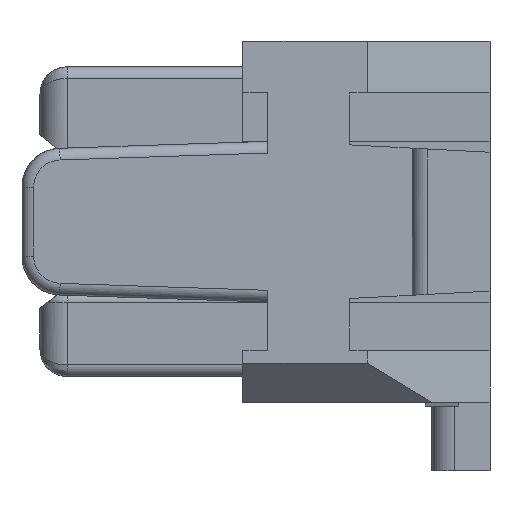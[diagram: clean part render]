
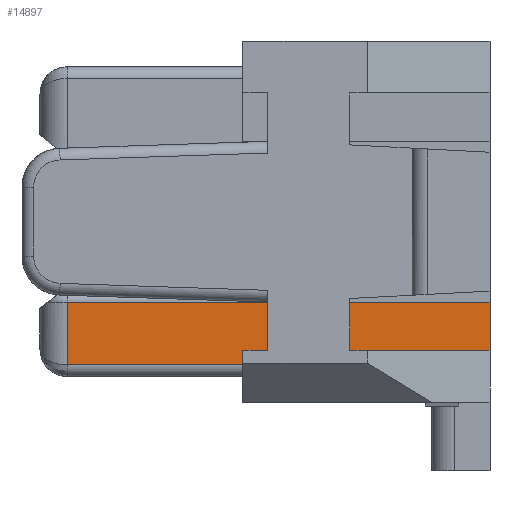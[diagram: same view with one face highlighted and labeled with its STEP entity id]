
A CAD part, front view. The second image highlights one B-rep face of the part: STEP entity #14897.
In plain terms, the highlighted planar face has unit normal (0, -1, 0).
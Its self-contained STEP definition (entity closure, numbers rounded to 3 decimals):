
#245 = LINE ( 'NONE', #16623, #6395 ) ;
#306 = VERTEX_POINT ( 'NONE', #4007 ) ;
#795 = PLANE ( 'NONE',  #16296 ) ;
#1198 = FACE_OUTER_BOUND ( 'NONE', #6384, .T. ) ;
#1741 = DIRECTION ( 'NONE',  ( 1., 0., 0. ) ) ;
#1895 = CARTESIAN_POINT ( 'NONE',  ( 0.35, -2.15, -1.835 ) ) ;
#2226 = EDGE_CURVE ( 'NONE', #306, #10332, #17655, .T. ) ;
#2414 = DIRECTION ( 'NONE',  ( 0., 1., 0. ) ) ;
#2738 = DIRECTION ( 'NONE',  ( 1., 0., 0. ) ) ;
#2895 = EDGE_CURVE ( 'NONE', #10332, #17372, #245, .T. ) ;
#3296 = CARTESIAN_POINT ( 'NONE',  ( 2.6, -2.15, -1.03 ) ) ;
#3545 = CARTESIAN_POINT ( 'NONE',  ( 0., -2.15, 0. ) ) ;
#4007 = CARTESIAN_POINT ( 'NONE',  ( 2.6, -2.15, -1.835 ) ) ;
#4099 = ORIENTED_EDGE ( 'NONE', *, *, #8847, .T. ) ;
#4155 = LINE ( 'NONE', #1895, #10495 ) ;
#4184 = ORIENTED_EDGE ( 'NONE', *, *, #2226, .T. ) ;
#4641 = CARTESIAN_POINT ( 'NONE',  ( 0.35, -2.15, -1.03 ) ) ;
#4936 = VECTOR ( 'NONE', #14701, 1000. ) ;
#5179 = EDGE_CURVE ( 'NONE', #18795, #6142, #18629, .T. ) ;
#5484 = LINE ( 'NONE', #16069, #12063 ) ;
#5783 = CARTESIAN_POINT ( 'NONE',  ( 2.6, -2.15, -1.03 ) ) ;
#5952 = VECTOR ( 'NONE', #17474, 1000. ) ;
#6142 = VERTEX_POINT ( 'NONE', #9341 ) ;
#6384 = EDGE_LOOP ( 'NONE', ( #9677, #4099, #4184, #17931, #9538, #10719, #17615 ) ) ;
#6395 = VECTOR ( 'NONE', #1741, 1000. ) ;
#7398 = VERTEX_POINT ( 'NONE', #4641 ) ;
#7889 = LINE ( 'NONE', #12429, #14600 ) ;
#8678 = CARTESIAN_POINT ( 'NONE',  ( 0.35, -2.15, -1.835 ) ) ;
#8814 = VERTEX_POINT ( 'NONE', #8678 ) ;
#8847 = EDGE_CURVE ( 'NONE', #8814, #306, #4155, .T. ) ;
#9341 = CARTESIAN_POINT ( 'NONE',  ( 5.77, -2.15, -1.03 ) ) ;
#9538 = ORIENTED_EDGE ( 'NONE', *, *, #15694, .F. ) ;
#9677 = ORIENTED_EDGE ( 'NONE', *, *, #15183, .T. ) ;
#9806 = EDGE_CURVE ( 'NONE', #7398, #18795, #12776, .T. ) ;
#10148 = CARTESIAN_POINT ( 'NONE',  ( 5.77, -2.15, -1.65 ) ) ;
#10332 = VERTEX_POINT ( 'NONE', #11093 ) ;
#10337 = DIRECTION ( 'NONE',  ( 0., 0., -1. ) ) ;
#10495 = VECTOR ( 'NONE', #15153, 1000. ) ;
#10719 = ORIENTED_EDGE ( 'NONE', *, *, #5179, .F. ) ;
#10872 = DIRECTION ( 'NONE',  ( 1., 0., 0. ) ) ;
#11093 = CARTESIAN_POINT ( 'NONE',  ( 2.6, -2.15, -1.65 ) ) ;
#12063 = VECTOR ( 'NONE', #10337, 1000. ) ;
#12429 = CARTESIAN_POINT ( 'NONE',  ( 0.35, -2.15, -1.03 ) ) ;
#12776 = LINE ( 'NONE', #18757, #19022 ) ;
#13107 = CARTESIAN_POINT ( 'NONE',  ( 2.6, -2.15, -1.835 ) ) ;
#14600 = VECTOR ( 'NONE', #15294, 1000. ) ;
#14701 = DIRECTION ( 'NONE',  ( 0., 0., 1. ) ) ;
#14897 = ADVANCED_FACE ( 'NONE', ( #1198 ), #795, .F. ) ;
#15153 = DIRECTION ( 'NONE',  ( 1., 0., 0. ) ) ;
#15183 = EDGE_CURVE ( 'NONE', #7398, #8814, #7889, .T. ) ;
#15294 = DIRECTION ( 'NONE',  ( 0., 0., -1. ) ) ;
#15694 = EDGE_CURVE ( 'NONE', #6142, #17372, #5484, .T. ) ;
#16069 = CARTESIAN_POINT ( 'NONE',  ( 5.77, -2.15, -1.03 ) ) ;
#16296 = AXIS2_PLACEMENT_3D ( 'NONE', #3545, #2414, #10872 ) ;
#16623 = CARTESIAN_POINT ( 'NONE',  ( 2.6, -2.15, -1.65 ) ) ;
#17372 = VERTEX_POINT ( 'NONE', #10148 ) ;
#17474 = DIRECTION ( 'NONE',  ( 1., 0., 0. ) ) ;
#17615 = ORIENTED_EDGE ( 'NONE', *, *, #9806, .F. ) ;
#17655 = LINE ( 'NONE', #13107, #4936 ) ;
#17931 = ORIENTED_EDGE ( 'NONE', *, *, #2895, .T. ) ;
#18629 = LINE ( 'NONE', #3296, #5952 ) ;
#18757 = CARTESIAN_POINT ( 'NONE',  ( 0.35, -2.15, -1.03 ) ) ;
#18795 = VERTEX_POINT ( 'NONE', #5783 ) ;
#19022 = VECTOR ( 'NONE', #2738, 1000. ) ;
